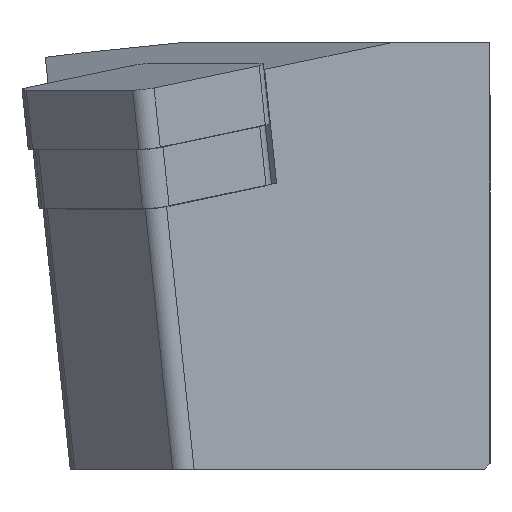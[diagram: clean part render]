
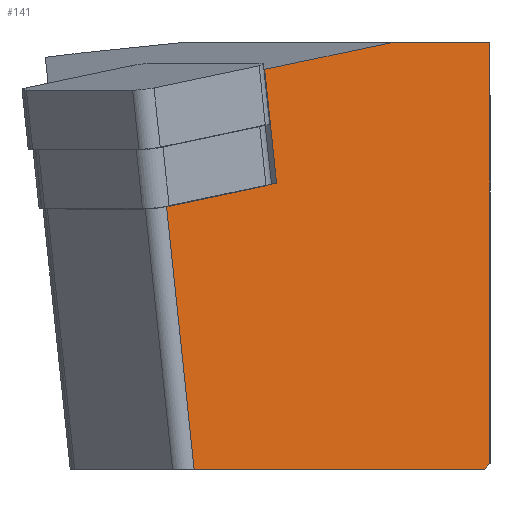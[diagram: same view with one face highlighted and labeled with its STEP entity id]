
A CAD part, left-side view. The second image highlights one B-rep face of the part: STEP entity #141.
In plain terms, the highlighted planar face has unit normal (-0.707, -0.707, 0).
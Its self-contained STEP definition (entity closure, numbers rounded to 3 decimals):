
#141=ADVANCED_FACE('',(#244),#200,.F.);
#200=PLANE('',#1133);
#244=FACE_OUTER_BOUND('',#303,.T.);
#303=EDGE_LOOP('',(#614,#615,#616,#617,#618,#619,#620,#621,#622));
#357=LINE('',#1495,#471);
#368=LINE('',#1520,#482);
#376=LINE('',#1535,#490);
#378=LINE('',#1539,#492);
#379=LINE('',#1541,#493);
#380=LINE('',#1543,#494);
#381=LINE('',#1545,#495);
#382=LINE('',#1547,#496);
#383=LINE('',#1549,#497);
#471=VECTOR('',#1213,1.);
#482=VECTOR('',#1232,1.);
#490=VECTOR('',#1242,1.);
#492=VECTOR('',#1246,1.);
#493=VECTOR('',#1247,1.);
#494=VECTOR('',#1248,1.);
#495=VECTOR('',#1249,1.);
#496=VECTOR('',#1250,1.);
#497=VECTOR('',#1251,1.);
#614=ORIENTED_EDGE('',*,*,#982,.T.);
#615=ORIENTED_EDGE('',*,*,#983,.F.);
#616=ORIENTED_EDGE('',*,*,#984,.F.);
#617=ORIENTED_EDGE('',*,*,#985,.F.);
#618=ORIENTED_EDGE('',*,*,#986,.F.);
#619=ORIENTED_EDGE('',*,*,#987,.F.);
#620=ORIENTED_EDGE('',*,*,#980,.F.);
#621=ORIENTED_EDGE('',*,*,#972,.T.);
#622=ORIENTED_EDGE('',*,*,#960,.T.);
#871=VERTEX_POINT('',#1493);
#873=VERTEX_POINT('',#1496);
#883=VERTEX_POINT('',#1521);
#889=VERTEX_POINT('',#1536);
#890=VERTEX_POINT('',#1540);
#891=VERTEX_POINT('',#1542);
#892=VERTEX_POINT('',#1544);
#893=VERTEX_POINT('',#1546);
#894=VERTEX_POINT('',#1548);
#960=EDGE_CURVE('',#873,#871,#357,.T.);
#972=EDGE_CURVE('',#883,#873,#368,.T.);
#980=EDGE_CURVE('',#883,#889,#376,.T.);
#982=EDGE_CURVE('',#871,#890,#378,.T.);
#983=EDGE_CURVE('',#891,#890,#379,.T.);
#984=EDGE_CURVE('',#892,#891,#380,.T.);
#985=EDGE_CURVE('',#893,#892,#381,.T.);
#986=EDGE_CURVE('',#894,#893,#382,.T.);
#987=EDGE_CURVE('',#889,#894,#383,.T.);
#1133=AXIS2_PLACEMENT_3D('',#1550,#1252,#1253);
#1213=DIRECTION('',(-0.699,0.699,-0.147));
#1232=DIRECTION('',(0.105,-0.104,-0.989));
#1242=DIRECTION('',(0.699,-0.699,0.147));
#1246=DIRECTION('',(-0.699,0.699,-0.147));
#1247=DIRECTION('',(-0.105,0.104,0.989));
#1248=DIRECTION('',(-0.707,0.707,0.));
#1249=DIRECTION('',(-0.577,0.577,-0.577));
#1250=DIRECTION('',(0.001,0.,-1.));
#1251=DIRECTION('',(0.707,-0.707,0.));
#1252=DIRECTION('',(0.707,0.707,0.));
#1253=DIRECTION('',(0.707,-0.707,0.));
#1493=CARTESIAN_POINT('',(7.189,11.536,-4.962));
#1495=CARTESIAN_POINT('',(1.664,17.062,-6.126));
#1496=CARTESIAN_POINT('',(7.468,11.256,-4.903));
#1520=CARTESIAN_POINT('',(5.9,12.816,9.933));
#1521=CARTESIAN_POINT('',(6.835,11.886,1.091));
#1535=CARTESIAN_POINT('',(1.03,17.692,-0.133));
#1536=CARTESIAN_POINT('',(13.519,5.202,2.5));
#1539=CARTESIAN_POINT('',(1.664,17.062,-6.126));
#1540=CARTESIAN_POINT('',(1.664,17.062,-6.126));
#1541=CARTESIAN_POINT('',(5.18,13.565,-39.399));
#1542=CARTESIAN_POINT('',(3.13,15.604,-20.));
#1543=CARTESIAN_POINT('',(5.175,13.559,-20.));
#1544=CARTESIAN_POINT('',(18.434,0.3,-20.));
#1545=CARTESIAN_POINT('',(3.133,15.609,-35.309));
#1546=CARTESIAN_POINT('',(18.733,0.,-19.7));
#1547=CARTESIAN_POINT('',(18.745,0.,-39.391));
#1548=CARTESIAN_POINT('',(18.72,0.,2.5));
#1549=CARTESIAN_POINT('',(5.168,13.552,2.5));
#1550=CARTESIAN_POINT('',(5.18,13.565,-39.399));
